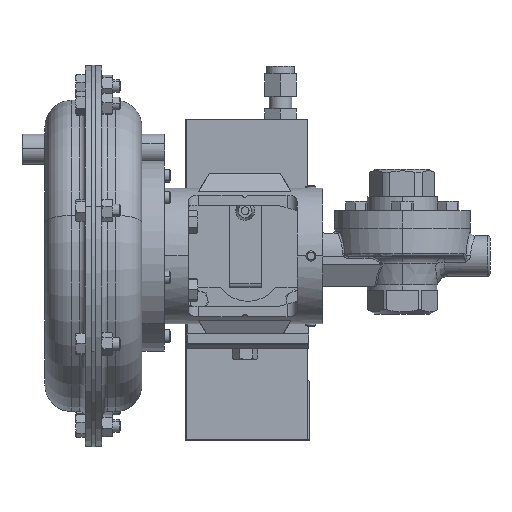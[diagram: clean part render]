
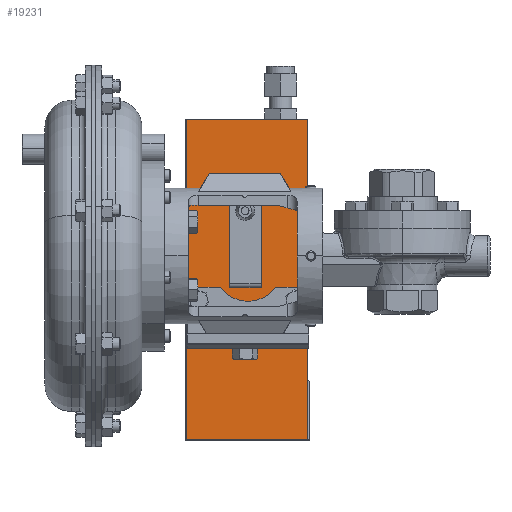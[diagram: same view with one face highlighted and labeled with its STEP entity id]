
A CAD part, left-side view. The second image highlights one B-rep face of the part: STEP entity #19231.
In plain terms, the highlighted planar face has unit normal (-1, 0, 0).
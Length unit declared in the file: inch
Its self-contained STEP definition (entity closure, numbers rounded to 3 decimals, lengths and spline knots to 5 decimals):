
#375 = DIRECTION ( 'NONE',  ( 0., -1., 0. ) ) ;
#731 = AXIS2_PLACEMENT_3D ( 'NONE', #2602, #2708, #375 ) ;
#928 = CARTESIAN_POINT ( 'NONE',  ( 4.96452, 6.68655, 3.1352 ) ) ;
#1095 = CIRCLE ( 'NONE', #18800, 0.19685 ) ;
#1188 = DIRECTION ( 'NONE',  ( 0., 0., -1. ) ) ;
#1349 = EDGE_CURVE ( 'NONE', #27618, #13137, #6226, .T. ) ;
#2557 = FACE_OUTER_BOUND ( 'NONE', #27804, .T. ) ;
#2602 = CARTESIAN_POINT ( 'NONE',  ( 4.96452, 7.98876, -1.20338 ) ) ;
#2708 = DIRECTION ( 'NONE',  ( -1., 0., 0. ) ) ;
#3202 = CARTESIAN_POINT ( 'NONE',  ( 4.96452, 4.94632, 6.79662 ) ) ;
#4711 = LINE ( 'NONE', #15713, #29875 ) ;
#5618 = DIRECTION ( 'NONE',  ( 0., 0., -1. ) ) ;
#5671 = VECTOR ( 'NONE', #5618, 39.37008 ) ;
#5781 = CARTESIAN_POINT ( 'NONE',  ( 4.96452, 6.4897, 3.1352 ) ) ;
#6226 = CIRCLE ( 'NONE', #19641, 0.19685 ) ;
#7941 = EDGE_CURVE ( 'NONE', #16537, #8238, #13037, .T. ) ;
#7972 = VERTEX_POINT ( 'NONE', #27437 ) ;
#8180 = DIRECTION ( 'NONE',  ( 0., -1., 0. ) ) ;
#8238 = VERTEX_POINT ( 'NONE', #24465 ) ;
#8276 = EDGE_LOOP ( 'NONE', ( #15566, #27195 ) ) ;
#8939 = FACE_BOUND ( 'NONE', #8276, .T. ) ;
#9045 = ORIENTED_EDGE ( 'NONE', *, *, #9277, .F. ) ;
#9277 = EDGE_CURVE ( 'NONE', #15173, #7972, #4711, .T. ) ;
#11026 = DIRECTION ( 'NONE',  ( 0., -1., 0. ) ) ;
#12051 = LINE ( 'NONE', #22619, #5671 ) ;
#13037 = LINE ( 'NONE', #22341, #19604 ) ;
#13137 = VERTEX_POINT ( 'NONE', #22436 ) ;
#13640 = VECTOR ( 'NONE', #11026, 39.37008 ) ;
#13781 = EDGE_CURVE ( 'NONE', #21785, #16537, #12051, .T. ) ;
#15173 = VERTEX_POINT ( 'NONE', #3202 ) ;
#15566 = ORIENTED_EDGE ( 'NONE', *, *, #1349, .F. ) ;
#15713 = CARTESIAN_POINT ( 'NONE',  ( 4.96452, 4.94632, 0.54662 ) ) ;
#15724 = ORIENTED_EDGE ( 'NONE', *, *, #23183, .T. ) ;
#16357 = EDGE_CURVE ( 'NONE', #13137, #27618, #1095, .T. ) ;
#16537 = VERTEX_POINT ( 'NONE', #18517 ) ;
#16546 = ORIENTED_EDGE ( 'NONE', *, *, #24313, .F. ) ;
#17157 = LINE ( 'NONE', #24182, #22943 ) ;
#18517 = CARTESIAN_POINT ( 'NONE',  ( 4.96452, 7.95751, -1.17213 ) ) ;
#18800 = AXIS2_PLACEMENT_3D ( 'NONE', #5781, #22877, #8180 ) ;
#19231 = ADVANCED_FACE ( 'NONE', ( #2557, #8939 ), #27149, .T. ) ;
#19384 = DIRECTION ( 'NONE',  ( 0., -1., 0. ) ) ;
#19429 = LINE ( 'NONE', #25773, #13640 ) ;
#19500 = DIRECTION ( 'NONE',  ( -1., 0., 0. ) ) ;
#19604 = VECTOR ( 'NONE', #24788, 39.37008 ) ;
#19641 = AXIS2_PLACEMENT_3D ( 'NONE', #19871, #19500, #19384 ) ;
#19871 = CARTESIAN_POINT ( 'NONE',  ( 4.96452, 6.4897, 3.1352 ) ) ;
#21785 = VERTEX_POINT ( 'NONE', #23186 ) ;
#22341 = CARTESIAN_POINT ( 'NONE',  ( 4.96452, 3.65876, -1.17213 ) ) ;
#22436 = CARTESIAN_POINT ( 'NONE',  ( 4.96452, 6.29285, 3.1352 ) ) ;
#22619 = CARTESIAN_POINT ( 'NONE',  ( 4.96452, 7.95751, -1.20338 ) ) ;
#22877 = DIRECTION ( 'NONE',  ( -1., 0., 0. ) ) ;
#22943 = VECTOR ( 'NONE', #26617, 39.37008 ) ;
#23183 = EDGE_CURVE ( 'NONE', #8238, #7972, #17157, .T. ) ;
#23186 = CARTESIAN_POINT ( 'NONE',  ( 4.96452, 7.95751, 6.79662 ) ) ;
#23474 = ORIENTED_EDGE ( 'NONE', *, *, #13781, .T. ) ;
#24182 = CARTESIAN_POINT ( 'NONE',  ( 4.96452, 4.94632, 0.29662 ) ) ;
#24313 = EDGE_CURVE ( 'NONE', #21785, #15173, #19429, .T. ) ;
#24465 = CARTESIAN_POINT ( 'NONE',  ( 4.96452, 4.94632, -1.17213 ) ) ;
#24788 = DIRECTION ( 'NONE',  ( 0., -1., 0. ) ) ;
#25773 = CARTESIAN_POINT ( 'NONE',  ( 4.96452, 7.95751, 6.79662 ) ) ;
#26617 = DIRECTION ( 'NONE',  ( 0., 0., 1. ) ) ;
#27149 = PLANE ( 'NONE',  #731 ) ;
#27195 = ORIENTED_EDGE ( 'NONE', *, *, #16357, .F. ) ;
#27437 = CARTESIAN_POINT ( 'NONE',  ( 4.96452, 4.94632, 0.29662 ) ) ;
#27618 = VERTEX_POINT ( 'NONE', #928 ) ;
#27804 = EDGE_LOOP ( 'NONE', ( #30759, #15724, #9045, #16546, #23474 ) ) ;
#29875 = VECTOR ( 'NONE', #1188, 39.37008 ) ;
#30759 = ORIENTED_EDGE ( 'NONE', *, *, #7941, .T. ) ;
